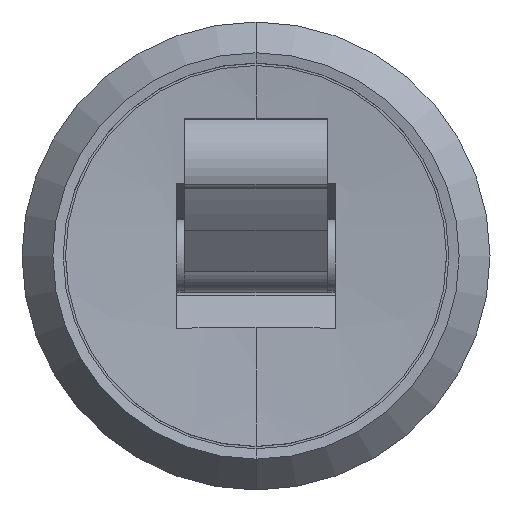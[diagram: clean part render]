
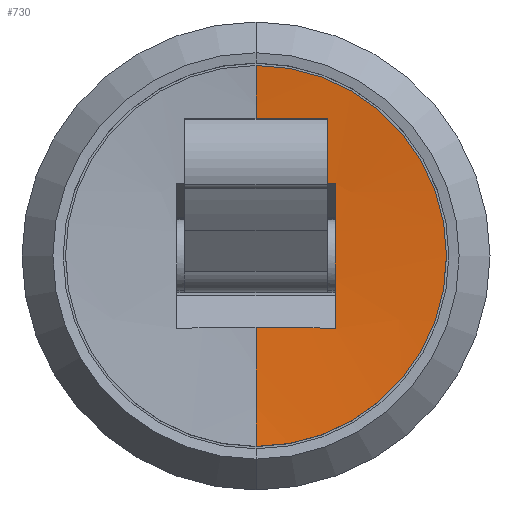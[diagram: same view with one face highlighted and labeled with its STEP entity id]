
A CAD part, top view. The second image highlights one B-rep face of the part: STEP entity #730.
In plain terms, the highlighted spherical face has radius 120 mm.
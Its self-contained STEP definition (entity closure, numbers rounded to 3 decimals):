
#730=ADVANCED_FACE('',(#2152),#2153,.F.);
#1020=VERTEX_POINT('',#2574);
#1024=VERTEX_POINT('',#2578);
#1026=EDGE_CURVE('',#1020,#1024,#2580,.T.);
#1032=VERTEX_POINT('',#2586);
#1034=EDGE_CURVE('',#1024,#1032,#2588,.T.);
#1036=VERTEX_POINT('',#2590);
#1038=EDGE_CURVE('',#1036,#1020,#2592,.T.);
#1040=VERTEX_POINT('',#2594);
#1042=EDGE_CURVE('',#1036,#1040,#2596,.T.);
#1044=VERTEX_POINT('',#2598);
#1046=EDGE_CURVE('',#1040,#1044,#2600,.T.);
#1048=EDGE_CURVE('',#1044,#1032,#2602,.T.);
#2152=FACE_OUTER_BOUND('',#3697,.T.);
#2153=SPHERICAL_SURFACE('',#3698,120.);
#2574=CARTESIAN_POINT('',(14.743,26.743,35.283));
#2578=CARTESIAN_POINT('',(14.743,2.743,35.283));
#2580=CIRCLE('',#4186,12.);
#2586=CARTESIAN_POINT('',(14.743,10.258,34.765));
#2588=CIRCLE('',#4198,120.);
#2590=CARTESIAN_POINT('',(14.743,19.228,34.765));
#2592=CIRCLE('',#4203,120.);
#2594=CARTESIAN_POINT('',(19.743,19.311,34.872));
#2596=CIRCLE('',#4208,92.426);
#2598=CARTESIAN_POINT('',(19.743,10.176,34.872));
#2600=CIRCLE('',#4213,119.896);
#2602=CIRCLE('',#4216,92.426);
#3697=EDGE_LOOP('',(#6203,#6204,#6205,#6206,#6207,#6208));
#3698=AXIS2_PLACEMENT_3D('',#6209,#6210,#6211);
#4186=AXIS2_PLACEMENT_3D('',#7391,#7392,#7393);
#4198=AXIS2_PLACEMENT_3D('',#7398,#7399,#7400);
#4203=AXIS2_PLACEMENT_3D('',#7401,#7402,#7403);
#4208=AXIS2_PLACEMENT_3D('',#7404,#7405,#7406);
#4213=AXIS2_PLACEMENT_3D('',#7407,#7408,#7409);
#4216=AXIS2_PLACEMENT_3D('',#7410,#7411,#7412);
#6203=ORIENTED_EDGE('',*,*,#1034,.F.);
#6204=ORIENTED_EDGE('',*,*,#1026,.F.);
#6205=ORIENTED_EDGE('',*,*,#1038,.F.);
#6206=ORIENTED_EDGE('',*,*,#1042,.T.);
#6207=ORIENTED_EDGE('',*,*,#1046,.T.);
#6208=ORIENTED_EDGE('',*,*,#1048,.T.);
#6209=CARTESIAN_POINT('',(14.743,14.743,154.681));
#6210=DIRECTION('',(0.0,1.0,0.0));
#6211=DIRECTION('',(0.0,0.0,-1.0));
#7391=CARTESIAN_POINT('',(14.743,14.743,35.283));
#7392=DIRECTION('',(0.0,0.0,-1.0));
#7393=DIRECTION('',(0.0,1.0,0.0));
#7398=CARTESIAN_POINT('',(14.743,14.743,154.681));
#7399=DIRECTION('',(1.0,0.0,0.));
#7400=DIRECTION('',(0.0,-1.0,0.0));
#7401=CARTESIAN_POINT('',(14.743,14.743,154.681));
#7402=DIRECTION('',(1.0,0.0,0.));
#7403=DIRECTION('',(0.0,-1.0,0.0));
#7404=CARTESIAN_POINT('',(14.743,75.474,108.107));
#7405=DIRECTION('',(0.0,-0.794,0.609));
#7406=DIRECTION('',(0.0,-0.609,-0.794));
#7407=CARTESIAN_POINT('',(19.743,14.743,154.681));
#7408=DIRECTION('',(-1.0,0.0,0.0));
#7409=DIRECTION('',(0.0,1.0,0.0));
#7410=CARTESIAN_POINT('',(14.743,-45.987,108.107));
#7411=DIRECTION('',(0.0,0.794,0.609));
#7412=DIRECTION('',(0.0,-0.609,0.794));
